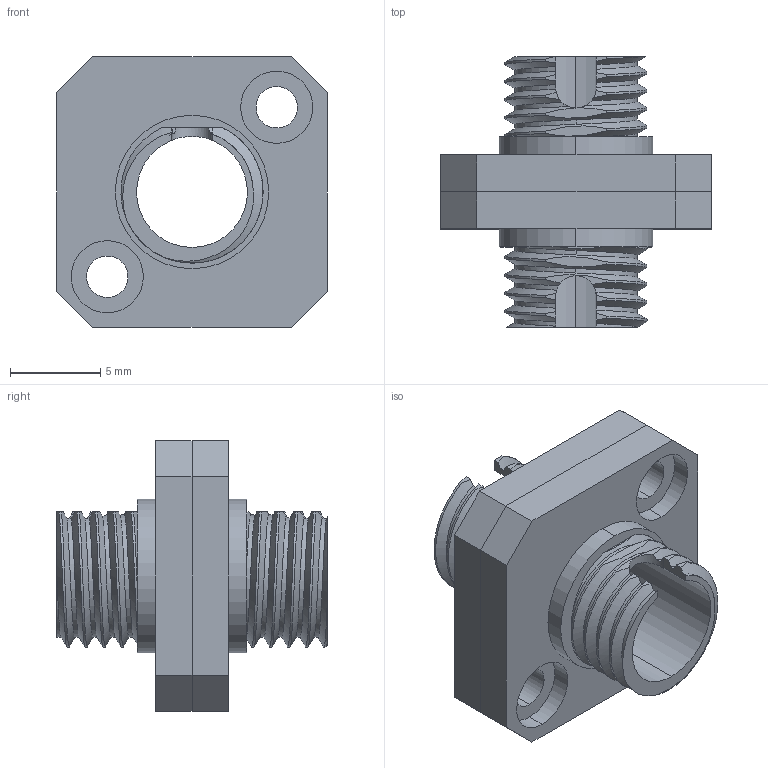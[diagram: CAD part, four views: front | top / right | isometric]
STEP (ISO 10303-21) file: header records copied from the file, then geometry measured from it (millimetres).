
FILE_DESCRIPTION (( 'STEP AP214' ), '1' );
FILE_NAME ('FOA-FCSM1-MCUQ_3D.STEP', '2021-08-11T17:50:19', ( '' ), ( '' ), 'SwSTEP 2.0', 'SolidWorks 2021', '' );
FILE_SCHEMA (( 'AUTOMOTIVE_DESIGN' ));
Length unit declared in the file: inch
Products named in the file (1): FOA-FCSM1-MCUQ_3D
Bounding box: 15 x 15 x 15 mm (x, y, z)
Volume: 853 mm3; surface area: 1309.4 mm2
Topology: 1 solids, 1 shells, 109 faces, 294 edges, 193 vertices
Faces by surface type: plane 45, cylinder 38, bspline 26
Entity records: 11799 total; most frequent: CARTESIAN_POINT 9430, ORIENTED_EDGE 588, DIRECTION 359, EDGE_CURVE 294, VERTEX_POINT 193, AXIS2_PLACEMENT_3D 130, EDGE_LOOP 121, FACE_OUTER_BOUND 109
